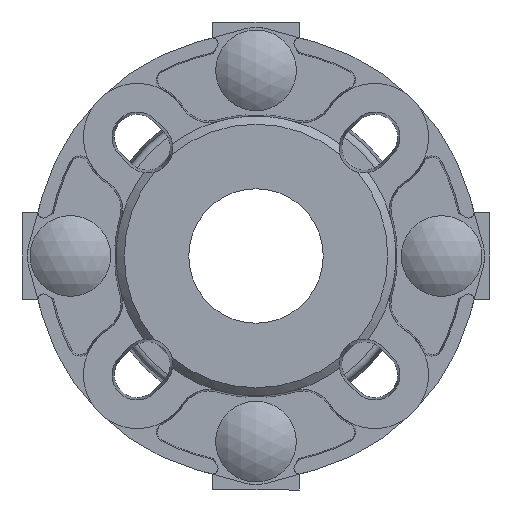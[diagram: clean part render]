
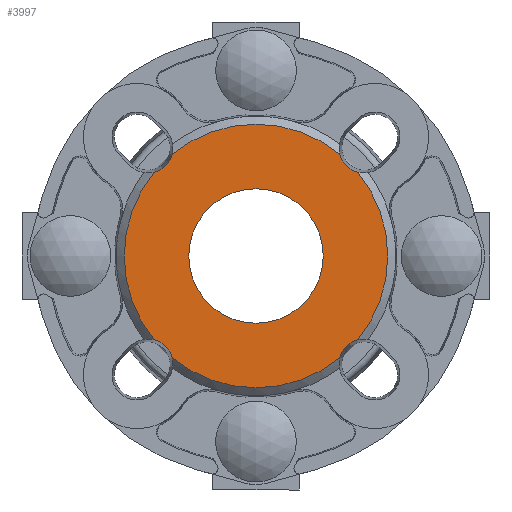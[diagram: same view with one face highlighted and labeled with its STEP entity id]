
A CAD part, front view. The second image highlights one B-rep face of the part: STEP entity #3997.
In plain terms, the highlighted planar face has unit normal (0, -1, 0).
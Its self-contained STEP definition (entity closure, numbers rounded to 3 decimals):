
#205 = EDGE_LOOP ( 'NONE', ( #2472, #2473, #2474, #2475, #2476, #2477, #2478, #2479 ) ) ;
#206 = EDGE_LOOP ( 'NONE', ( #2471 ) ) ;
#722 = EDGE_CURVE ( 'NONE', #10073, #10073, #4399, .T. ) ;
#723 = EDGE_CURVE ( 'NONE', #11291, #11288, #4402, .T. ) ;
#724 = EDGE_CURVE ( 'NONE', #11314, #11302, #4398, .T. ) ;
#725 = EDGE_CURVE ( 'NONE', #2062, #11303, #4400, .T. ) ;
#726 = EDGE_CURVE ( 'NONE', #2062, #2064, #4401, .T. ) ;
#854 = EDGE_CURVE ( 'NONE', #11327, #2064, #4531, .T. ) ;
#1535 = AXIS2_PLACEMENT_3D ( 'NONE', #5920, #5921, #5922 ) ;
#1536 = AXIS2_PLACEMENT_3D ( 'NONE', #5923, #5924, #5925 ) ;
#1537 = AXIS2_PLACEMENT_3D ( 'NONE', #5927, #5928, #5929 ) ;
#1538 = AXIS2_PLACEMENT_3D ( 'NONE', #5930, #5931, #5932 ) ;
#1539 = AXIS2_PLACEMENT_3D ( 'NONE', #5934, #5935, #5936 ) ;
#1580 = AXIS2_PLACEMENT_3D ( 'NONE', #6684, #6685, #6686 ) ;
#2062 = VERTEX_POINT ( 'NONE', #9031 ) ;
#2064 = VERTEX_POINT ( 'NONE', #9033 ) ;
#2471 = ORIENTED_EDGE ( 'NONE', *, *, #722, .F. ) ;
#2472 = ORIENTED_EDGE ( 'NONE', *, *, #12842, .T. ) ;
#2473 = ORIENTED_EDGE ( 'NONE', *, *, #723, .F. ) ;
#2474 = ORIENTED_EDGE ( 'NONE', *, *, #12837, .T. ) ;
#2475 = ORIENTED_EDGE ( 'NONE', *, *, #724, .F. ) ;
#2476 = ORIENTED_EDGE ( 'NONE', *, *, #12824, .T. ) ;
#2477 = ORIENTED_EDGE ( 'NONE', *, *, #725, .F. ) ;
#2478 = ORIENTED_EDGE ( 'NONE', *, *, #726, .T. ) ;
#2479 = ORIENTED_EDGE ( 'NONE', *, *, #854, .F. ) ;
#3997 = ADVANCED_FACE ( 'NONE', ( #9367, #9370 ), #10566, .F. ) ;
#4398 = CIRCLE ( 'NONE', #1537, 9.5 ) ;
#4399 = CIRCLE ( 'NONE', #1535, 25. ) ;
#4400 = CIRCLE ( 'NONE', #1538, 9.5 ) ;
#4401 = CIRCLE ( 'NONE', #1539, 49. ) ;
#4402 = CIRCLE ( 'NONE', #1536, 9.5 ) ;
#4531 = CIRCLE ( 'NONE', #1580, 9.5 ) ;
#5920 = CARTESIAN_POINT ( 'NONE',  ( 0., 0., 0. ) ) ;
#5921 = DIRECTION ( 'NONE',  ( 0., -1., 0. ) ) ;
#5922 = DIRECTION ( 'NONE',  ( 0., 0., -1. ) ) ;
#5923 = CARTESIAN_POINT ( 'NONE',  ( 40.305, 0., 40.305 ) ) ;
#5924 = DIRECTION ( 'NONE',  ( 0., -1., 0. ) ) ;
#5925 = DIRECTION ( 'NONE',  ( 0., 0., -1. ) ) ;
#5927 = CARTESIAN_POINT ( 'NONE',  ( -40.305, 0., 40.305 ) ) ;
#5928 = DIRECTION ( 'NONE',  ( 0., -1., 0. ) ) ;
#5929 = DIRECTION ( 'NONE',  ( 1., 0., 0. ) ) ;
#5930 = CARTESIAN_POINT ( 'NONE',  ( -40.305, 0., -40.305 ) ) ;
#5931 = DIRECTION ( 'NONE',  ( 0., -1., 0. ) ) ;
#5932 = DIRECTION ( 'NONE',  ( 0., 0., 1. ) ) ;
#5934 = CARTESIAN_POINT ( 'NONE',  ( 0., 0., 0. ) ) ;
#5935 = DIRECTION ( 'NONE',  ( 0., -1., 0. ) ) ;
#5936 = DIRECTION ( 'NONE',  ( 0., 0., -1. ) ) ;
#6684 = CARTESIAN_POINT ( 'NONE',  ( 40.305, 0., -40.305 ) ) ;
#6685 = DIRECTION ( 'NONE',  ( 0., -1., 0. ) ) ;
#6686 = DIRECTION ( 'NONE',  ( -1., 0., 0. ) ) ;
#7079 = AXIS2_PLACEMENT_3D ( 'NONE', #10563, #10568, #10569 ) ;
#9031 = CARTESIAN_POINT ( 'NONE',  ( -31.13, 0., -37.84 ) ) ;
#9033 = CARTESIAN_POINT ( 'NONE',  ( 31.13, 0., -37.84 ) ) ;
#9367 = FACE_BOUND ( 'NONE', #206, .T. ) ;
#9370 = FACE_OUTER_BOUND ( 'NONE', #205, .T. ) ;
#9655 = CIRCLE ( 'NONE', #11409, 49. ) ;
#9657 = CIRCLE ( 'NONE', #11420, 49. ) ;
#9665 = CIRCLE ( 'NONE', #11417, 49. ) ;
#10073 = VERTEX_POINT ( 'NONE', #12663 ) ;
#10563 = CARTESIAN_POINT ( 'NONE',  ( -10.607, 0., 10.607 ) ) ;
#10566 = PLANE ( 'NONE',  #7079 ) ;
#10568 = DIRECTION ( 'NONE',  ( 0., 1., 0. ) ) ;
#10569 = DIRECTION ( 'NONE',  ( 0., 0., 1. ) ) ;
#11174 = CARTESIAN_POINT ( 'NONE',  ( 37.84, 0., 31.13 ) ) ;
#11177 = CARTESIAN_POINT ( 'NONE',  ( 31.13, 0., 37.84 ) ) ;
#11185 = CARTESIAN_POINT ( 'NONE',  ( -31.13, 0., 37.84 ) ) ;
#11186 = CARTESIAN_POINT ( 'NONE',  ( -37.84, 0., -31.13 ) ) ;
#11197 = CARTESIAN_POINT ( 'NONE',  ( -37.84, 0., 31.13 ) ) ;
#11209 = CARTESIAN_POINT ( 'NONE',  ( 37.84, 0., -31.13 ) ) ;
#11288 = VERTEX_POINT ( 'NONE', #11174 ) ;
#11291 = VERTEX_POINT ( 'NONE', #11177 ) ;
#11302 = VERTEX_POINT ( 'NONE', #11185 ) ;
#11303 = VERTEX_POINT ( 'NONE', #11186 ) ;
#11314 = VERTEX_POINT ( 'NONE', #11197 ) ;
#11327 = VERTEX_POINT ( 'NONE', #11209 ) ;
#11409 = AXIS2_PLACEMENT_3D ( 'NONE', #11692, #11693, #11694 ) ;
#11417 = AXIS2_PLACEMENT_3D ( 'NONE', #11738, #11739, #11740 ) ;
#11420 = AXIS2_PLACEMENT_3D ( 'NONE', #11752, #11753, #11754 ) ;
#11692 = CARTESIAN_POINT ( 'NONE',  ( 0., 0., 0. ) ) ;
#11693 = DIRECTION ( 'NONE',  ( 0., -1., 0. ) ) ;
#11694 = DIRECTION ( 'NONE',  ( 0., 0., -1. ) ) ;
#11738 = CARTESIAN_POINT ( 'NONE',  ( 0., 0., 0. ) ) ;
#11739 = DIRECTION ( 'NONE',  ( 0., -1., 0. ) ) ;
#11740 = DIRECTION ( 'NONE',  ( 0., 0., -1. ) ) ;
#11752 = CARTESIAN_POINT ( 'NONE',  ( 0., 0., 0. ) ) ;
#11753 = DIRECTION ( 'NONE',  ( 0., -1., 0. ) ) ;
#11754 = DIRECTION ( 'NONE',  ( 0., 0., -1. ) ) ;
#12663 = CARTESIAN_POINT ( 'NONE',  ( 0., 0., -25. ) ) ;
#12824 = EDGE_CURVE ( 'NONE', #11314, #11303, #9655, .T. ) ;
#12837 = EDGE_CURVE ( 'NONE', #11291, #11302, #9665, .T. ) ;
#12842 = EDGE_CURVE ( 'NONE', #11327, #11288, #9657, .T. ) ;
